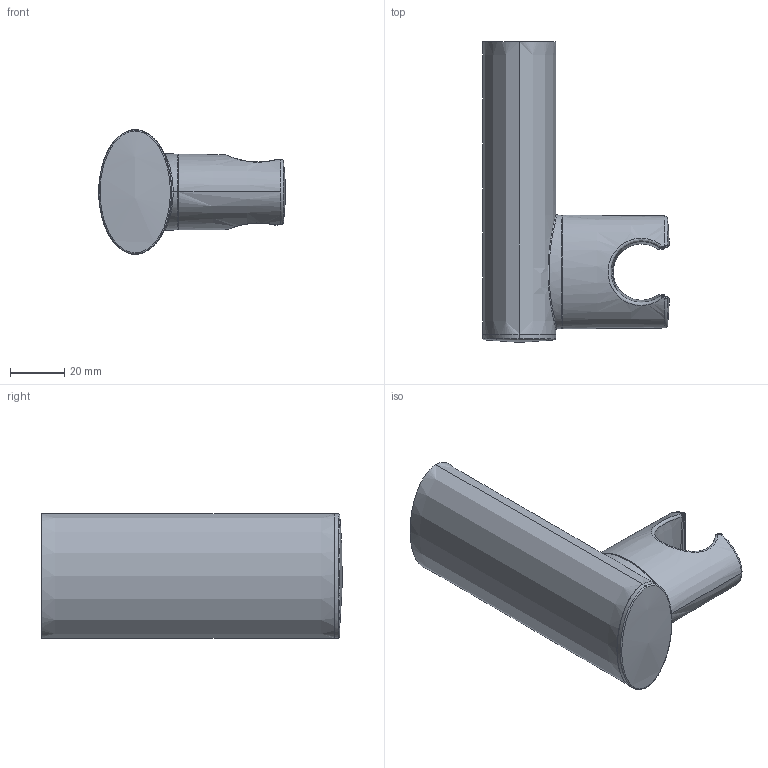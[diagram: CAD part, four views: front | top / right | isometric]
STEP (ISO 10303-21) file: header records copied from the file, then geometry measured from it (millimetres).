
FILE_DESCRIPTION((''),'2;1');
FILE_NAME('4071431CR_ASM','2021-11-23T10:44:36',('ut3'),('PAFFONI SpA'),'CREO PARAMETRIC BY PTC INC, 2020044','CREO PARAMETRIC BY PTC INC, 2020044','');
FILE_SCHEMA(('CONFIG_CONTROL_DESIGN','SHAPE_APPEARANCE_LAYERS_GROUPS'));
Products named in the file (5): 4071431CR_CORPO; 4071431CR_PLACCHETTA; 4071431CR_GANCIO; 4071431CR_VITE; 4071431CR_ASM
Assembly tree (4 placements, depth 2):
  4071431CR_ASM
    4071431CR_CORPO
    4071431CR_PLACCHETTA
    4071431CR_GANCIO
    4071431CR_VITE
Bounding box: 68.9 x 110.99 x 46 mm (x, y, z)
Volume: 2818.3 mm3; surface area: 44492.5 mm2
Topology: 2 solids, 5 shells, 821 faces, 2331 edges, 1558 vertices
Faces by surface type: plane 225, bspline 221, cylinder 194, extrusion 89, cone 46, sphere 34, torus 12
Entity records: 60487 total; most frequent: CARTESIAN_POINT 29175, ORIENTED_EDGE 4650, PRESENTATION_STYLE_ASSIGNMENT 3206, STYLED_ITEM 3150, CURVE_STYLE 2420, DIRECTION 2419, EDGE_CURVE 2331, VERTEX_POINT 1558
